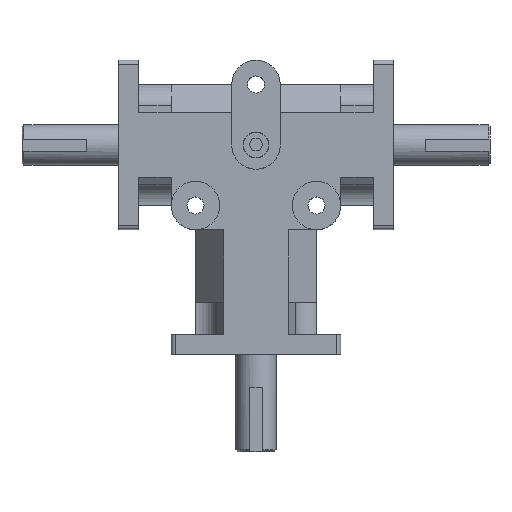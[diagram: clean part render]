
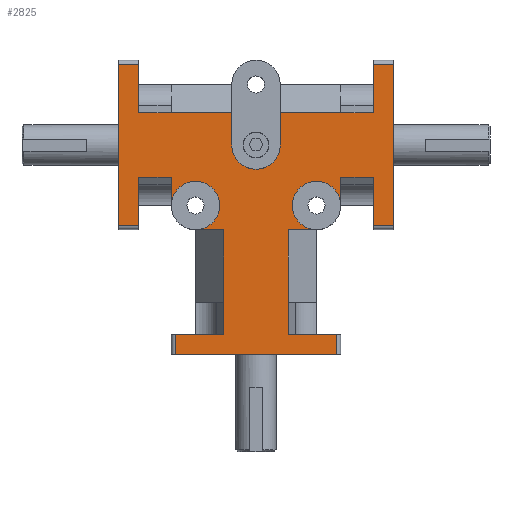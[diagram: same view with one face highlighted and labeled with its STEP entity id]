
A CAD part, top view. The second image highlights one B-rep face of the part: STEP entity #2825.
In plain terms, the highlighted planar face has unit normal (0, 0, 1).
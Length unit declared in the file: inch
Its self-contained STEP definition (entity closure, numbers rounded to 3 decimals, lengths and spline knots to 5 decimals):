
#29=VECTOR('',#3194,1.);
#32=VECTOR('',#3205,1.);
#38=VECTOR('',#3229,1.);
#43=VECTOR('',#3250,1.);
#46=VECTOR('',#3261,1.);
#51=VECTOR('',#3282,1.);
#60=VECTOR('',#3302,1.);
#63=VECTOR('',#3311,1.);
#77=VECTOR('',#3338,1.);
#79=VECTOR('',#3345,1.);
#93=VECTOR('',#3372,1.);
#95=VECTOR('',#3379,1.);
#130=VECTOR('',#3448,1.);
#142=VECTOR('',#3473,1.);
#163=VECTOR('',#3519,1.);
#176=VECTOR('',#3546,1.);
#182=VECTOR('',#3558,1.);
#236=VECTOR('',#3763,1.);
#240=VECTOR('',#3770,1.);
#243=VECTOR('',#3774,1.);
#249=VECTOR('',#3784,1.);
#251=VECTOR('',#3786,1.);
#258=VECTOR('',#3804,1.);
#259=VECTOR('',#3805,1.);
#260=VECTOR('',#3806,1.);
#267=LINE('',#3889,#29);
#270=LINE('',#3902,#32);
#276=LINE('',#3929,#38);
#281=LINE('',#3952,#43);
#284=LINE('',#3965,#46);
#289=LINE('',#3988,#51);
#298=LINE('',#4015,#60);
#301=LINE('',#4024,#63);
#315=LINE('',#4063,#77);
#317=LINE('',#4070,#79);
#331=LINE('',#4109,#93);
#333=LINE('',#4116,#95);
#368=LINE('',#4205,#130);
#380=LINE('',#4234,#142);
#401=LINE('',#4288,#163);
#414=LINE('',#4319,#176);
#420=LINE('',#4334,#182);
#474=LINE('',#4566,#236);
#478=LINE('',#4575,#240);
#481=LINE('',#4583,#243);
#487=LINE('',#4596,#249);
#489=LINE('',#4599,#251);
#496=LINE('',#4615,#258);
#497=LINE('',#4616,#259);
#498=LINE('',#4617,#260);
#590=PLANE('',#3108);
#625=VERTEX_POINT('',#3888);
#626=VERTEX_POINT('',#3890);
#628=VERTEX_POINT('',#3896);
#631=VERTEX_POINT('',#3901);
#640=VERTEX_POINT('',#3923);
#643=VERTEX_POINT('',#3928);
#653=VERTEX_POINT('',#3951);
#654=VERTEX_POINT('',#3953);
#656=VERTEX_POINT('',#3959);
#659=VERTEX_POINT('',#3964);
#669=VERTEX_POINT('',#3987);
#670=VERTEX_POINT('',#3989);
#681=VERTEX_POINT('',#4014);
#684=VERTEX_POINT('',#4025);
#701=VERTEX_POINT('',#4062);
#704=VERTEX_POINT('',#4071);
#721=VERTEX_POINT('',#4108);
#724=VERTEX_POINT('',#4117);
#754=VERTEX_POINT('',#4204);
#762=VERTEX_POINT('',#4233);
#770=VERTEX_POINT('',#4259);
#778=VERTEX_POINT('',#4287);
#785=VERTEX_POINT('',#4311);
#787=VERTEX_POINT('',#4321);
#791=VERTEX_POINT('',#4333);
#855=VERTEX_POINT('',#4544);
#856=VERTEX_POINT('',#4545);
#863=VERTEX_POINT('',#4565);
#864=VERTEX_POINT('',#4573);
#866=VERTEX_POINT('',#4576);
#868=VERTEX_POINT('',#4580);
#869=VERTEX_POINT('',#4582);
#871=VERTEX_POINT('',#4587);
#873=VERTEX_POINT('',#4590);
#874=VERTEX_POINT('',#4595);
#875=VERTEX_POINT('',#4598);
#995=CIRCLE('',#3089,0.375);
#998=CIRCLE('',#3099,0.375);
#999=CIRCLE('',#3101,0.375);
#1022=EDGE_CURVE('',#625,#626,#267,.T.);
#1028=EDGE_CURVE('',#631,#628,#270,.T.);
#1040=EDGE_CURVE('',#643,#640,#276,.T.);
#1050=EDGE_CURVE('',#653,#654,#281,.T.);
#1056=EDGE_CURVE('',#659,#656,#284,.T.);
#1066=EDGE_CURVE('',#669,#670,#289,.T.);
#1080=EDGE_CURVE('',#681,#631,#298,.T.);
#1085=EDGE_CURVE('',#626,#684,#301,.T.);
#1105=EDGE_CURVE('',#701,#643,#315,.T.);
#1109=EDGE_CURVE('',#654,#704,#317,.T.);
#1129=EDGE_CURVE('',#721,#659,#331,.T.);
#1133=EDGE_CURVE('',#670,#724,#333,.T.);
#1176=EDGE_CURVE('',#754,#721,#368,.T.);
#1191=EDGE_CURVE('',#724,#762,#380,.T.);
#1206=EDGE_CURVE('',#770,#681,#380,.T.);
#1221=EDGE_CURVE('',#684,#778,#401,.T.);
#1237=EDGE_CURVE('',#704,#785,#414,.T.);
#1238=EDGE_CURVE('',#785,#787,#414,.T.);
#1245=EDGE_CURVE('',#791,#701,#420,.T.);
#1334=EDGE_CURVE('',#855,#856,#995,.T.);
#1348=EDGE_CURVE('',#856,#863,#474,.T.);
#1352=EDGE_CURVE('',#864,#866,#478,.T.);
#1356=EDGE_CURVE('',#869,#868,#481,.T.);
#1360=EDGE_CURVE('',#787,#871,#481,.T.);
#1365=EDGE_CURVE('',#873,#871,#998,.T.);
#1367=EDGE_CURVE('',#873,#874,#487,.T.);
#1369=EDGE_CURVE('',#875,#855,#489,.T.);
#1372=EDGE_CURVE('',#869,#866,#999,.T.);
#1374=EDGE_CURVE('',#875,#770,#380,.T.);
#1377=EDGE_CURVE('',#874,#754,#368,.T.);
#1380=EDGE_CURVE('',#628,#625,#496,.T.);
#1381=EDGE_CURVE('',#762,#863,#380,.T.);
#1382=EDGE_CURVE('',#656,#669,#497,.T.);
#1383=EDGE_CURVE('',#640,#653,#498,.T.);
#1384=EDGE_CURVE('',#868,#791,#420,.T.);
#1385=EDGE_CURVE('',#778,#864,#401,.T.);
#2055=ORIENTED_EDGE('',*,*,#1022,.F.);
#2056=ORIENTED_EDGE('',*,*,#1380,.F.);
#2057=ORIENTED_EDGE('',*,*,#1028,.F.);
#2058=ORIENTED_EDGE('',*,*,#1080,.F.);
#2059=ORIENTED_EDGE('',*,*,#1206,.F.);
#2060=ORIENTED_EDGE('',*,*,#1374,.F.);
#2061=ORIENTED_EDGE('',*,*,#1369,.T.);
#2062=ORIENTED_EDGE('',*,*,#1334,.T.);
#2063=ORIENTED_EDGE('',*,*,#1348,.T.);
#2064=ORIENTED_EDGE('',*,*,#1381,.F.);
#2065=ORIENTED_EDGE('',*,*,#1191,.F.);
#2066=ORIENTED_EDGE('',*,*,#1133,.F.);
#2067=ORIENTED_EDGE('',*,*,#1066,.F.);
#2068=ORIENTED_EDGE('',*,*,#1382,.F.);
#2069=ORIENTED_EDGE('',*,*,#1056,.F.);
#2070=ORIENTED_EDGE('',*,*,#1129,.F.);
#2071=ORIENTED_EDGE('',*,*,#1176,.F.);
#2072=ORIENTED_EDGE('',*,*,#1377,.F.);
#2073=ORIENTED_EDGE('',*,*,#1367,.F.);
#2074=ORIENTED_EDGE('',*,*,#1365,.T.);
#2075=ORIENTED_EDGE('',*,*,#1360,.F.);
#2076=ORIENTED_EDGE('',*,*,#1238,.F.);
#2077=ORIENTED_EDGE('',*,*,#1237,.F.);
#2078=ORIENTED_EDGE('',*,*,#1109,.F.);
#2079=ORIENTED_EDGE('',*,*,#1050,.F.);
#2080=ORIENTED_EDGE('',*,*,#1383,.F.);
#2081=ORIENTED_EDGE('',*,*,#1040,.F.);
#2082=ORIENTED_EDGE('',*,*,#1105,.F.);
#2083=ORIENTED_EDGE('',*,*,#1245,.F.);
#2084=ORIENTED_EDGE('',*,*,#1384,.F.);
#2085=ORIENTED_EDGE('',*,*,#1356,.F.);
#2086=ORIENTED_EDGE('',*,*,#1372,.T.);
#2087=ORIENTED_EDGE('',*,*,#1352,.F.);
#2088=ORIENTED_EDGE('',*,*,#1385,.F.);
#2089=ORIENTED_EDGE('',*,*,#1221,.F.);
#2090=ORIENTED_EDGE('',*,*,#1085,.F.);
#2394=EDGE_LOOP('',(#2055,#2056,#2057,#2058,#2059,#2060,#2061,#2062,#2063,
#2064,#2065,#2066,#2067,#2068,#2069,#2070,#2071,#2072,#2073,#2074,#2075,
#2076,#2077,#2078,#2079,#2080,#2081,#2082,#2083,#2084,#2085,#2086,#2087,
#2088,#2089,#2090));
#2641=FACE_BOUND('',#2394,.T.);
#2825=ADVANCED_FACE('',(#2641),#590,.T.);
#3089=AXIS2_PLACEMENT_3D('',#4543,#3745,#3746);
#3099=AXIS2_PLACEMENT_3D('',#4593,#3781,#3782);
#3101=AXIS2_PLACEMENT_3D('',#4603,#3791,#3792);
#3108=AXIS2_PLACEMENT_3D('',#4614,#3803,$);
#3194=DIRECTION('',(-1.,0.,0.));
#3205=DIRECTION('',(1.,0.,0.));
#3229=DIRECTION('',(0.,-1.,0.));
#3250=DIRECTION('',(0.,1.,0.));
#3261=DIRECTION('',(-1.,0.,0.));
#3282=DIRECTION('',(1.,0.,0.));
#3302=DIRECTION('',(0.,1.,0.));
#3311=DIRECTION('',(0.,1.,0.));
#3338=DIRECTION('',(1.,0.,0.));
#3345=DIRECTION('',(1.,0.,0.));
#3372=DIRECTION('',(0.,-1.,0.));
#3379=DIRECTION('',(0.,-1.,0.));
#3448=DIRECTION('',(-1.,0.,0.));
#3473=DIRECTION('',(1.,0.,0.));
#3519=DIRECTION('',(-1.,0.,0.));
#3546=DIRECTION('',(0.,1.,0.));
#3558=DIRECTION('',(0.,-1.,0.));
#3745=DIRECTION('',(0.,0.,-1.));
#3746=DIRECTION('',(0.375,0.,0.));
#3763=DIRECTION('',(0.,1.,0.));
#3770=DIRECTION('',(0.,-1.,0.));
#3774=DIRECTION('',(-1.,0.,0.));
#3781=DIRECTION('',(0.,0.,-1.));
#3782=DIRECTION('',(0.375,0.,0.));
#3784=DIRECTION('',(0.,1.,0.));
#3786=DIRECTION('',(0.,-1.,0.));
#3791=DIRECTION('',(0.,0.,-1.));
#3792=DIRECTION('',(0.375,0.,0.));
#3803=DIRECTION('',(0.,0.,1.));
#3804=DIRECTION('',(0.,-1.,0.));
#3805=DIRECTION('',(0.,1.,0.));
#3806=DIRECTION('',(-1.,0.,0.));
#3888=CARTESIAN_POINT('',(2.125,2.,0.9375));
#3889=CARTESIAN_POINT('',(0.9075,2.,0.9375));
#3890=CARTESIAN_POINT('',(1.815,2.,0.9375));
#3896=CARTESIAN_POINT('',(2.125,4.5,0.9375));
#3901=CARTESIAN_POINT('',(1.815,4.5,0.9375));
#3902=CARTESIAN_POINT('',(1.0625,4.5,0.9375));
#3923=CARTESIAN_POINT('',(1.25,0.,0.9375));
#3928=CARTESIAN_POINT('',(1.25,0.31,0.9375));
#3929=CARTESIAN_POINT('',(1.25,1.2099,0.9375));
#3951=CARTESIAN_POINT('',(-1.25,0.,0.9375));
#3952=CARTESIAN_POINT('',(-1.25,1.3649,0.9375));
#3953=CARTESIAN_POINT('',(-1.25,0.31,0.9375));
#3959=CARTESIAN_POINT('',(-2.125,2.,0.9375));
#3964=CARTESIAN_POINT('',(-1.815,2.,0.9375));
#3965=CARTESIAN_POINT('',(-1.0625,2.,0.9375));
#3987=CARTESIAN_POINT('',(-2.125,4.5,0.9375));
#3988=CARTESIAN_POINT('',(-0.9075,4.5,0.9375));
#3989=CARTESIAN_POINT('',(-1.815,4.5,0.9375));
#4014=CARTESIAN_POINT('',(1.815,3.75,0.9375));
#4015=CARTESIAN_POINT('',(1.815,4.1875,0.9375));
#4024=CARTESIAN_POINT('',(1.815,2.36615,0.9375));
#4025=CARTESIAN_POINT('',(1.815,2.75,0.9375));
#4062=CARTESIAN_POINT('',(0.5,0.31,0.9375));
#4063=CARTESIAN_POINT('',(0.9375,0.31,0.9375));
#4070=CARTESIAN_POINT('',(-0.46875,0.31,0.9375));
#4071=CARTESIAN_POINT('',(-0.5,0.31,0.9375));
#4108=CARTESIAN_POINT('',(-1.815,2.75,0.9375));
#4109=CARTESIAN_POINT('',(-1.815,2.3125,0.9375));
#4116=CARTESIAN_POINT('',(-1.815,3.30365,0.9375));
#4117=CARTESIAN_POINT('',(-1.815,3.75,0.9375));
#4204=CARTESIAN_POINT('',(-1.315,2.75,0.9375));
#4205=CARTESIAN_POINT('',(-0.45375,2.75,0.9375));
#4233=CARTESIAN_POINT('',(-1.315,3.75,0.9375));
#4234=CARTESIAN_POINT('',(-0.1875,3.75,0.9375));
#4259=CARTESIAN_POINT('',(1.315,3.75,0.9375));
#4287=CARTESIAN_POINT('',(1.315,2.75,0.9375));
#4288=CARTESIAN_POINT('',(0.32813,2.75,0.9375));
#4311=CARTESIAN_POINT('',(-0.5,0.81,0.9375));
#4319=CARTESIAN_POINT('',(-0.5,2.17865,0.9375));
#4321=CARTESIAN_POINT('',(-0.5,1.9375,0.9375));
#4333=CARTESIAN_POINT('',(0.5,0.81,0.9375));
#4334=CARTESIAN_POINT('',(0.5,1.3649,0.9375));
#4543=CARTESIAN_POINT('',(0.,3.25,0.9375));
#4544=CARTESIAN_POINT('',(0.375,3.25,0.9375));
#4545=CARTESIAN_POINT('',(-0.375,3.25,0.9375));
#4565=CARTESIAN_POINT('',(-0.375,3.75,0.9375));
#4566=CARTESIAN_POINT('',(-0.375,2.8349,0.9375));
#4573=CARTESIAN_POINT('',(1.3125,2.75,0.9375));
#4575=CARTESIAN_POINT('',(1.3125,2.3125,0.9375));
#4576=CARTESIAN_POINT('',(1.3125,2.3125,0.9375));
#4580=CARTESIAN_POINT('',(0.5,1.9375,0.9375));
#4582=CARTESIAN_POINT('',(0.9375,1.9375,0.9375));
#4583=CARTESIAN_POINT('',(-0.9375,1.9375,0.9375));
#4587=CARTESIAN_POINT('',(-0.9375,1.9375,0.9375));
#4590=CARTESIAN_POINT('',(-1.3125,2.3125,0.9375));
#4593=CARTESIAN_POINT('',(-0.9375,2.3125,0.9375));
#4595=CARTESIAN_POINT('',(-1.3125,2.75,0.9375));
#4596=CARTESIAN_POINT('',(-1.3125,2.3125,0.9375));
#4598=CARTESIAN_POINT('',(0.375,3.75,0.9375));
#4599=CARTESIAN_POINT('',(0.375,3.30365,0.9375));
#4603=CARTESIAN_POINT('',(0.9375,2.3125,0.9375));
#4614=CARTESIAN_POINT('',(0.,2.41979,0.9375));
#4615=CARTESIAN_POINT('',(2.125,4.56,0.9375));
#4616=CARTESIAN_POINT('',(-2.125,1.94,0.9375));
#4617=CARTESIAN_POINT('',(1.31,0.,0.9375));
